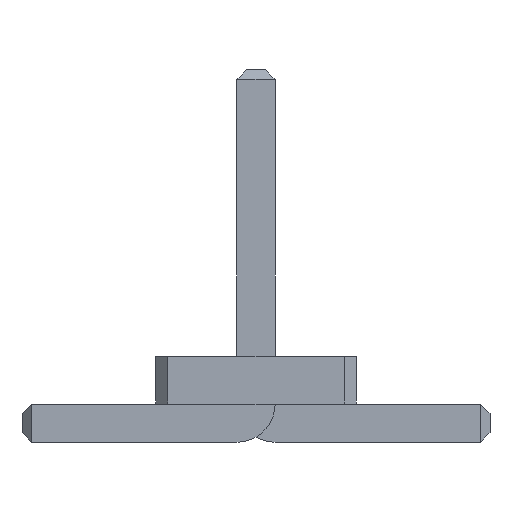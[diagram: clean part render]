
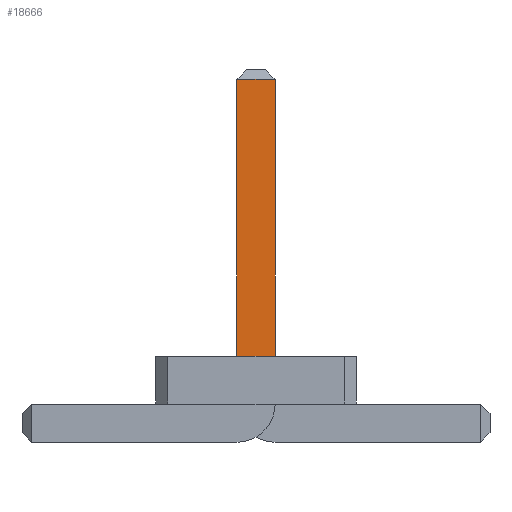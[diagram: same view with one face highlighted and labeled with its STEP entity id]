
A CAD part, front view. The second image highlights one B-rep face of the part: STEP entity #18666.
In plain terms, the highlighted planar face has unit normal (0, -1, 0).
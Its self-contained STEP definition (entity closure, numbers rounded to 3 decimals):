
#6978 = VERTEX_POINT('',#6979);
#6979 = CARTESIAN_POINT('',(-0.2,-24.965,0.9));
#6985 = EDGE_CURVE('',#6978,#6986,#6988,.T.);
#6986 = VERTEX_POINT('',#6987);
#6987 = CARTESIAN_POINT('',(0.2,-24.965,0.9));
#6988 = LINE('',#6989,#6990);
#6989 = CARTESIAN_POINT('',(-0.362,-24.965,0.9));
#6990 = VECTOR('',#6991,1.);
#6991 = DIRECTION('',(1.,0.,0.));
#18648 = EDGE_CURVE('',#6986,#18649,#18651,.T.);
#18649 = VERTEX_POINT('',#18650);
#18650 = CARTESIAN_POINT('',(0.2,-24.965,3.8));
#18651 = LINE('',#18652,#18653);
#18652 = CARTESIAN_POINT('',(0.2,-24.965,0.));
#18653 = VECTOR('',#18654,1.);
#18654 = DIRECTION('',(0.,0.,1.));
#18666 = ADVANCED_FACE('',(#18667),#18685,.F.);
#18667 = FACE_BOUND('',#18668,.F.);
#18668 = EDGE_LOOP('',(#18669,#18670,#18671,#18679));
#18669 = ORIENTED_EDGE('',*,*,#18648,.F.);
#18670 = ORIENTED_EDGE('',*,*,#6985,.F.);
#18671 = ORIENTED_EDGE('',*,*,#18672,.F.);
#18672 = EDGE_CURVE('',#18673,#6978,#18675,.T.);
#18673 = VERTEX_POINT('',#18674);
#18674 = CARTESIAN_POINT('',(-0.2,-24.965,3.8));
#18675 = LINE('',#18676,#18677);
#18676 = CARTESIAN_POINT('',(-0.2,-24.965,3.9));
#18677 = VECTOR('',#18678,1.);
#18678 = DIRECTION('',(0.,0.,-1.));
#18679 = ORIENTED_EDGE('',*,*,#18680,.F.);
#18680 = EDGE_CURVE('',#18649,#18673,#18681,.T.);
#18681 = LINE('',#18682,#18683);
#18682 = CARTESIAN_POINT('',(0.2,-24.965,3.8));
#18683 = VECTOR('',#18684,1.);
#18684 = DIRECTION('',(-1.,0.,0.));
#18685 = PLANE('',#18686);
#18686 = AXIS2_PLACEMENT_3D('',#18687,#18688,#18689);
#18687 = CARTESIAN_POINT('',(0.2,-24.965,3.9));
#18688 = DIRECTION('',(0.,1.,0.));
#18689 = DIRECTION('',(0.,0.,1.));
